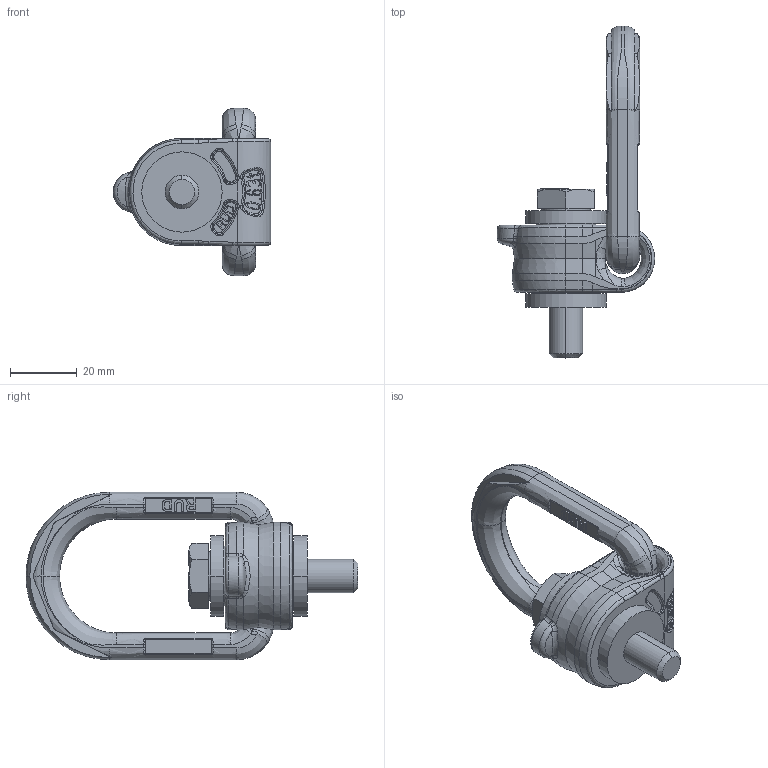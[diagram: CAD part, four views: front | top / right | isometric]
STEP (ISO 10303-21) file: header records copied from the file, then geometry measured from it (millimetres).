
FILE_DESCRIPTION((''),'2;1');
FILE_NAME('001-M34978-P-1_ASM','2014-06-18T',('Andreas.Wendler'),(''),'PRO/ENGINEER BY PARAMETRIC TECHNOLOGY CORPORATION, 2010140','PRO/ENGINEER BY PARAMETRIC TECHNOLOGY CORPORATION, 2010140','');
FILE_SCHEMA(('CONFIG_CONTROL_DESIGN'));
Products named in the file (4): 001-M34978-P-2; 001-M34980-P-1; 001-M34894-P-1; 001-M34978-P-1_ASM
Assembly tree (3 placements, depth 2):
  001-M34978-P-1_ASM
    001-M34978-P-2
    001-M34980-P-1
    001-M34894-P-1
Bounding box: 47 x 99.15 x 50 mm (x, y, z)
Volume: 39513.8 mm3; surface area: 16126.6 mm2
Topology: 3 solids, 3 shells, 1260 faces, 3403 edges, 2193 vertices
Faces by surface type: bspline 692, plane 458, cylinder 87, cone 17, torus 6
Entity records: 81696 total; most frequent: CARTESIAN_POINT 55004, ORIENTED_EDGE 6802, EDGE_CURVE 3401, DIRECTION 3262, VERTEX_POINT 2193, VECTOR 1720, LINE 1720, B_SPLINE_CURVE_WITH_KNOTS 1485
